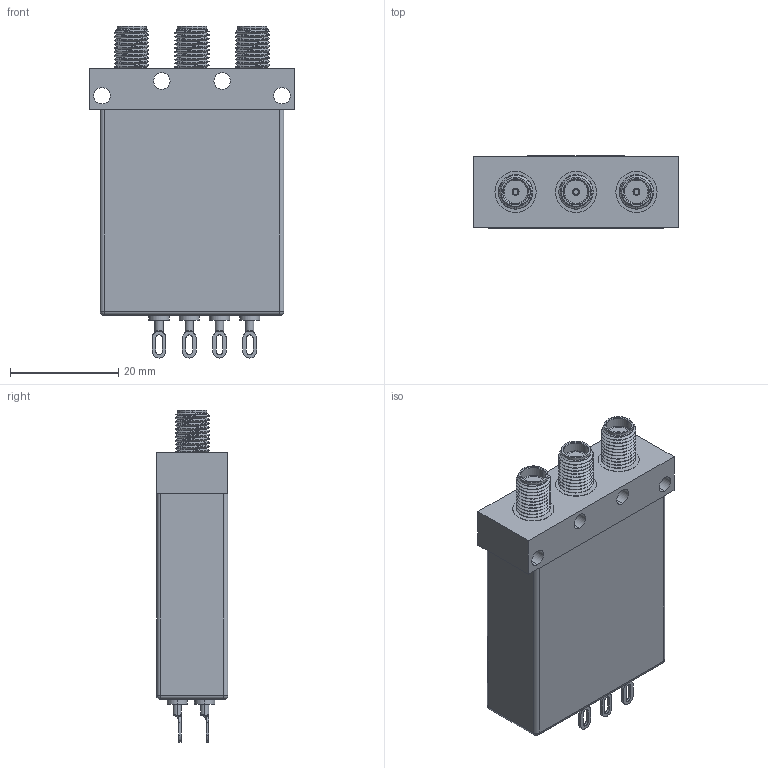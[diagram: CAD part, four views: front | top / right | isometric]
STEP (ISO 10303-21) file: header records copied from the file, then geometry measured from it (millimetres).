
FILE_DESCRIPTION (( 'STEP AP214' ), '1' );
FILE_NAME ('PE71S6442.step', '2021-02-25T20:37:29', ( '' ), ( '' ), 'SwSTEP 2.0', 'SolidWorks 2018', '' );
FILE_SCHEMA (( 'AUTOMOTIVE_DESIGN' ));
Length unit declared in the file: inch
Products named in the file (1): PE71S6442
Bounding box: 38.1 x 13.31 x 61.42 mm (x, y, z)
Volume: 21232 mm3; surface area: 8526.4 mm2
Topology: 3 solids, 3 shells, 871 faces, 2336 edges, 1525 vertices
Faces by surface type: plane 412, bspline 222, cylinder 206, cone 27, sphere 4
Entity records: 39464 total; most frequent: CARTESIAN_POINT 19465, ORIENTED_EDGE 4636, DIRECTION 3303, EDGE_CURVE 2318, VERTEX_POINT 1525, VECTOR 1357, LINE 1357, AXIS2_PLACEMENT_3D 973
